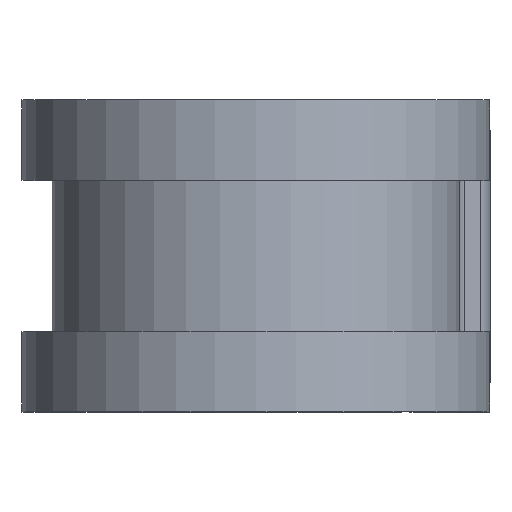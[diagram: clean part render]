
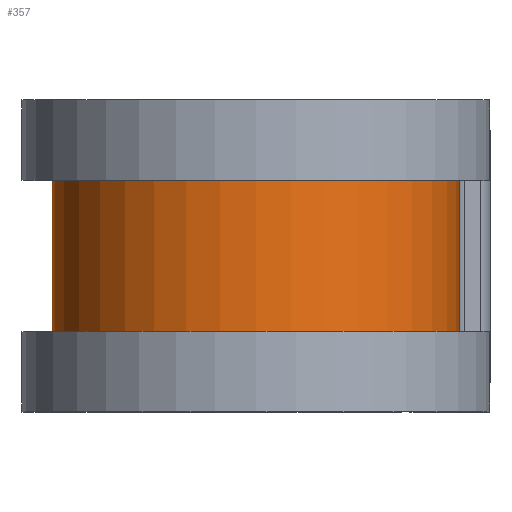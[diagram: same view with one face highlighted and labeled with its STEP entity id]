
A CAD part, top view. The second image highlights one B-rep face of the part: STEP entity #357.
In plain terms, the highlighted cylindrical face has radius 10.274 mm (diameter 20.549 mm), a partial arc.
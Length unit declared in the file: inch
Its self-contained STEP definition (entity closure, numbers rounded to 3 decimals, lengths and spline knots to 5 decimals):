
#4 = AXIS2_PLACEMENT_3D ( 'NONE', #679, #1599, #820 ) ;
#194 = VERTEX_POINT ( 'NONE', #417 ) ;
#206 = DIRECTION ( 'NONE',  ( 0., -1., 0. ) ) ;
#234 = CIRCLE ( 'NONE', #4, 0.4045 ) ;
#247 = AXIS2_PLACEMENT_3D ( 'NONE', #276, #373, #301 ) ;
#254 = CARTESIAN_POINT ( 'NONE',  ( 0., -0.15, -0.4045 ) ) ;
#276 = CARTESIAN_POINT ( 'NONE',  ( 0., -0.15, 0. ) ) ;
#301 = DIRECTION ( 'NONE',  ( 0., 0., -1. ) ) ;
#325 = ORIENTED_EDGE ( 'NONE', *, *, #1323, .F. ) ;
#357 = ADVANCED_FACE ( 'NONE', ( #1350 ), #474, .T. ) ;
#373 = DIRECTION ( 'NONE',  ( 0., -1., 0. ) ) ;
#417 = CARTESIAN_POINT ( 'NONE',  ( 0., 0.15, -0.4045 ) ) ;
#434 = EDGE_LOOP ( 'NONE', ( #325, #782, #1213, #1747 ) ) ;
#435 = EDGE_CURVE ( 'NONE', #1308, #837, #1234, .T. ) ;
#474 = CYLINDRICAL_SURFACE ( 'NONE', #1530, 0.4045 ) ;
#481 = CARTESIAN_POINT ( 'NONE',  ( 0., 0.25, -0.4045 ) ) ;
#549 = LINE ( 'NONE', #1307, #734 ) ;
#679 = CARTESIAN_POINT ( 'NONE',  ( 0., 0.15, 0. ) ) ;
#734 = VECTOR ( 'NONE', #1630, 39.37008 ) ;
#782 = ORIENTED_EDGE ( 'NONE', *, *, #1727, .T. ) ;
#820 = DIRECTION ( 'NONE',  ( 0., 0., -1. ) ) ;
#837 = VERTEX_POINT ( 'NONE', #254 ) ;
#847 = EDGE_CURVE ( 'NONE', #194, #837, #1010, .T. ) ;
#1002 = CARTESIAN_POINT ( 'NONE',  ( 0.4045, 0.15, 0. ) ) ;
#1010 = LINE ( 'NONE', #481, #1391 ) ;
#1136 = DIRECTION ( 'NONE',  ( 0., 0., -1. ) ) ;
#1169 = CARTESIAN_POINT ( 'NONE',  ( 0.4045, -0.15, 0. ) ) ;
#1213 = ORIENTED_EDGE ( 'NONE', *, *, #847, .T. ) ;
#1234 = CIRCLE ( 'NONE', #247, 0.4045 ) ;
#1288 = DIRECTION ( 'NONE',  ( 0., -1., 0. ) ) ;
#1307 = CARTESIAN_POINT ( 'NONE',  ( 0.4045, 0.25, 0. ) ) ;
#1308 = VERTEX_POINT ( 'NONE', #1169 ) ;
#1323 = EDGE_CURVE ( 'NONE', #1498, #1308, #549, .T. ) ;
#1350 = FACE_OUTER_BOUND ( 'NONE', #434, .T. ) ;
#1391 = VECTOR ( 'NONE', #1288, 39.37008 ) ;
#1498 = VERTEX_POINT ( 'NONE', #1002 ) ;
#1507 = CARTESIAN_POINT ( 'NONE',  ( 0., 0.25, 0. ) ) ;
#1530 = AXIS2_PLACEMENT_3D ( 'NONE', #1507, #206, #1136 ) ;
#1599 = DIRECTION ( 'NONE',  ( 0., -1., 0. ) ) ;
#1630 = DIRECTION ( 'NONE',  ( 0., -1., 0. ) ) ;
#1727 = EDGE_CURVE ( 'NONE', #1498, #194, #234, .T. ) ;
#1747 = ORIENTED_EDGE ( 'NONE', *, *, #435, .F. ) ;
